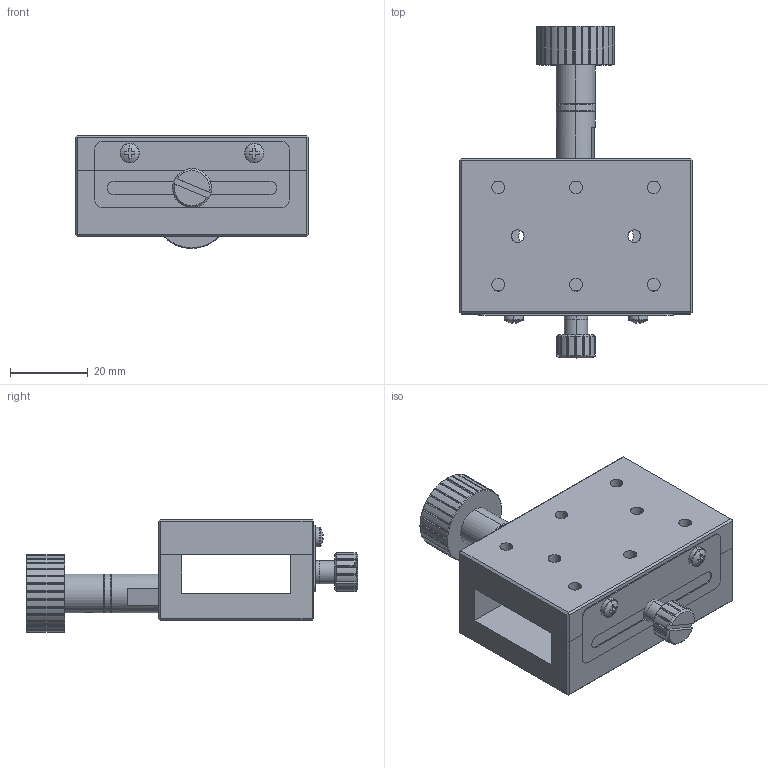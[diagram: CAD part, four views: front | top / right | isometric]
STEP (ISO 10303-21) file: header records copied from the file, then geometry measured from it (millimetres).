
FILE_DESCRIPTION (( 'STEP AP214' ), '1' );
FILE_NAME ('517301.STEP', '2019-10-23T02:09:58', ( 'user' ), ( '微软中国' ), 'SwSTEP 2.0', 'SolidWorks 2016', '' );
FILE_SCHEMA (( 'AUTOMOTIVE_DESIGN' ));
Length unit declared in the file: millimetre
Products named in the file (1): 517301
Bounding box: 60 x 85.3 x 29 mm (x, y, z)
Volume: 49904.1 mm3; surface area: 21523.3 mm2
Topology: 11 solids, 11 shells, 677 faces, 1780 edges, 1120 vertices
Faces by surface type: plane 438, cylinder 136, cone 95, bspline 8
Entity records: 24524 total; most frequent: CARTESIAN_POINT 4560, ORIENTED_EDGE 3532, DIRECTION 3259, EDGE_CURVE 1766, LINE 1149, VECTOR 1149, VERTEX_POINT 1120, AXIS2_PLACEMENT_3D 1055
